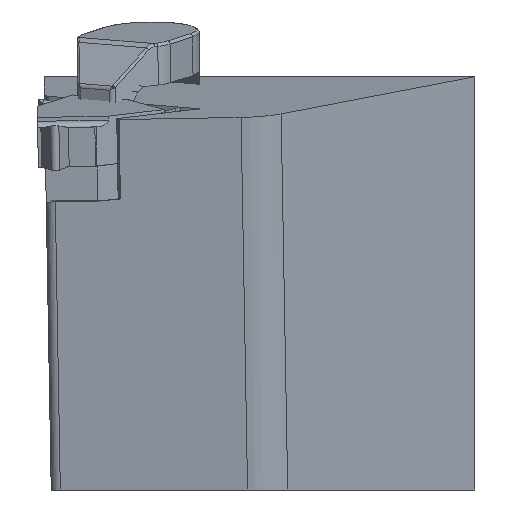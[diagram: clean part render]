
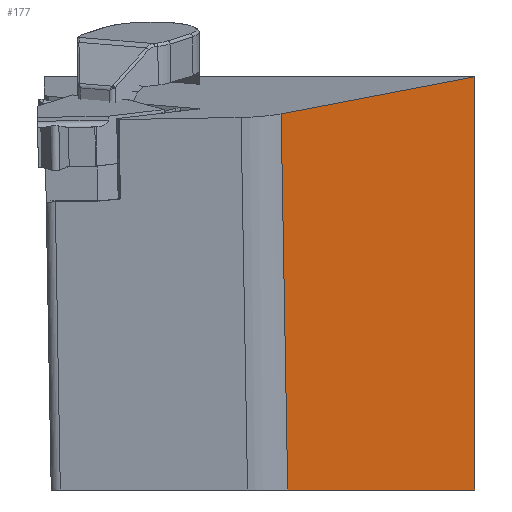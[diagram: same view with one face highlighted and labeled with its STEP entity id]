
A CAD part, left-side view. The second image highlights one B-rep face of the part: STEP entity #177.
In plain terms, the highlighted planar face has unit normal (-0.696, -0.709, -0.11).
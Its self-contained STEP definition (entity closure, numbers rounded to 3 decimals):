
#177=ADVANCED_FACE('',(#333),#275,.T.);
#275=PLANE('',#1863);
#333=FACE_OUTER_BOUND('',#432,.T.);
#432=EDGE_LOOP('',(#587,#588,#589,#590,#591));
#587=ORIENTED_EDGE('',*,*,#1237,.F.);
#588=ORIENTED_EDGE('',*,*,#1268,.F.);
#589=ORIENTED_EDGE('',*,*,#1269,.F.);
#590=ORIENTED_EDGE('',*,*,#1252,.T.);
#591=ORIENTED_EDGE('',*,*,#1270,.T.);
#1067=VERTEX_POINT('',#2585);
#1068=VERTEX_POINT('',#2587);
#1080=VERTEX_POINT('',#2615);
#1082=VERTEX_POINT('',#2618);
#1092=VERTEX_POINT('',#2647);
#1237=EDGE_CURVE('',#1067,#1068,#1496,.T.);
#1252=EDGE_CURVE('',#1082,#1080,#1509,.T.);
#1268=EDGE_CURVE('',#1092,#1067,#1525,.T.);
#1269=EDGE_CURVE('',#1082,#1092,#1526,.T.);
#1270=EDGE_CURVE('',#1080,#1068,#1527,.T.);
#1496=LINE('',#2586,#1683);
#1509=LINE('',#2617,#1696);
#1525=LINE('',#2646,#1712);
#1526=LINE('',#2648,#1713);
#1527=LINE('',#2649,#1714);
#1683=VECTOR('',#2052,1.);
#1696=VECTOR('',#2073,1.);
#1712=VECTOR('',#2095,1.);
#1713=VECTOR('',#2096,1.);
#1714=VECTOR('',#2097,1.);
#1863=AXIS2_PLACEMENT_3D('',#2650,#2098,#2099);
#2052=DIRECTION('',(0.696,-0.705,0.135));
#2073=DIRECTION('',(-0.157,0.,0.988));
#2095=DIRECTION('',(-0.174,0.017,0.985));
#2096=DIRECTION('',(-0.714,0.701,0.));
#2097=DIRECTION('',(-0.714,0.701,0.));
#2098=DIRECTION('',(-0.696,-0.709,-0.11));
#2099=DIRECTION('',(-0.714,0.701,0.));
#2585=CARTESIAN_POINT('',(-120.592,8.577,14.936));
#2586=CARTESIAN_POINT('',(-114.17,2.077,16.182));
#2587=CARTESIAN_POINT('',(-103.767,-8.453,18.2));
#2615=CARTESIAN_POINT('',(-103.742,-8.477,18.2));
#2617=CARTESIAN_POINT('',(-98.618,-8.477,-14.113));
#2618=CARTESIAN_POINT('',(-97.97,-8.477,-18.2));
#2646=CARTESIAN_POINT('',(-173.15,13.779,312.962));
#2647=CARTESIAN_POINT('',(-114.748,7.999,-18.2));
#2648=CARTESIAN_POINT('',(-111.421,4.731,-18.2));
#2649=CARTESIAN_POINT('',(-150.203,37.147,18.2));
#2650=CARTESIAN_POINT('',(-173.15,13.779,312.962));
